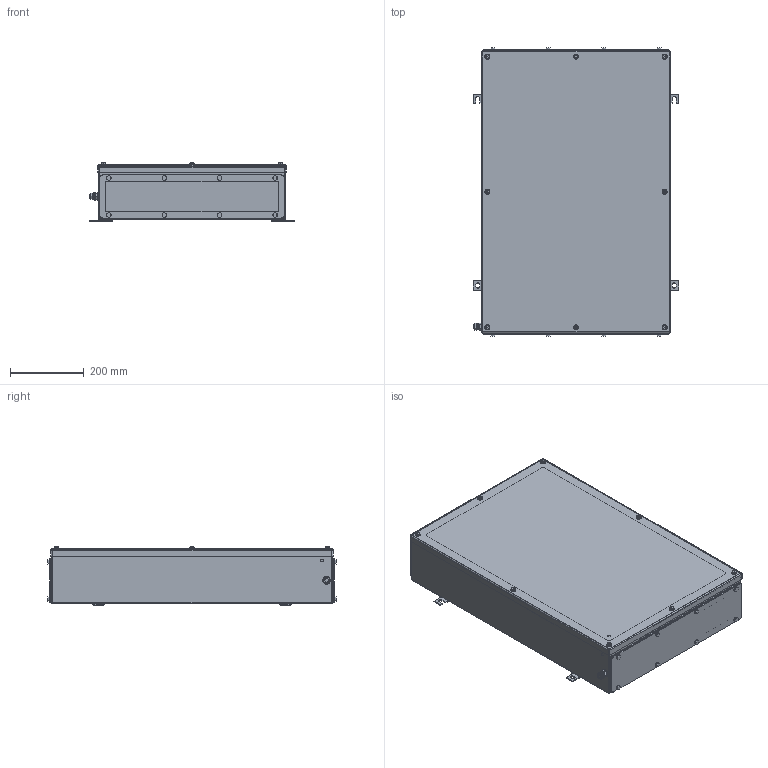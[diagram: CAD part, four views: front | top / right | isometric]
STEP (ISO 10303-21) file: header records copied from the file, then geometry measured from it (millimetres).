
FILE_DESCRIPTION(('CATIA V5 STEP Exchange','CAx-IF Rec.Pracs.--- Model Styling and Organization---1.4--- 2014-01-23'),'2;1');
FILE_NAME ('008691-4_2_1196520000_1196520000.stp','2019-09-25T08:58:46+00:00',('none'),('Weidmueller'),'CATIA Version 5-6 Release 2016 SP3 HF44','CATIA V5 STEP AP214','none');
FILE_SCHEMA(('AUTOMOTIVE_DESIGN { 1 0 10303 214 1 1 1 1 }'));
Products named in the file (1): Product6_AllCATPart
Bounding box: 559 x 784 x 158.5 mm (x, y, z)
Volume: 2479291.8 mm3; surface area: 2889674.7 mm2
Topology: 93 solids, 93 shells, 1973 faces, 4514 edges, 2787 vertices
Faces by surface type: cylinder 816, plane 671, cone 414, torus 56, sphere 16
Entity records: 52021 total; most frequent: CARTESIAN_POINT 10631, ORIENTED_EDGE 8864, DIRECTION 6891, EDGE_CURVE 4432, AXIS2_PLACEMENT_3D 3348, VERTEX_POINT 2787, EDGE_LOOP 2303, VECTOR 2158
